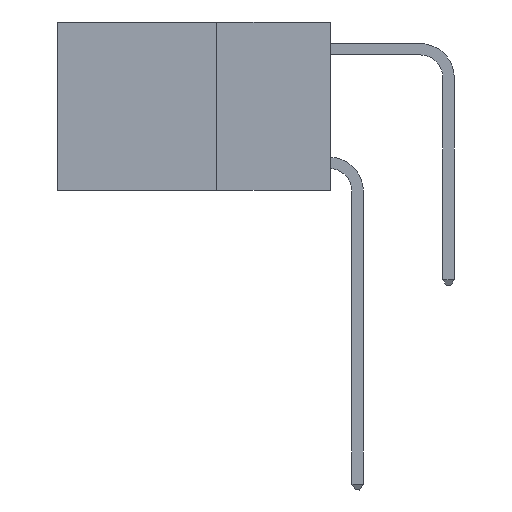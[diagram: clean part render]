
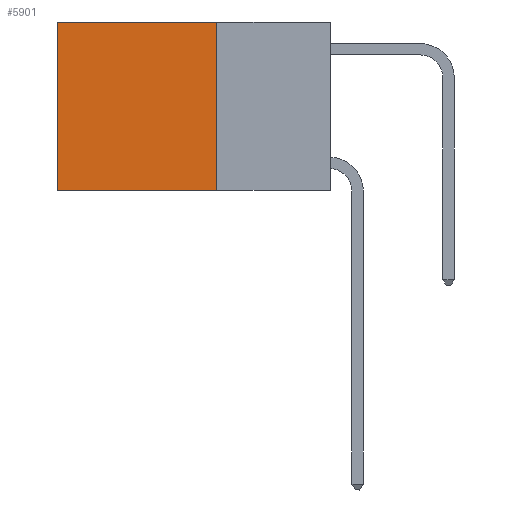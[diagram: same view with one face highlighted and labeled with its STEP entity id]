
A CAD part, left-side view. The second image highlights one B-rep face of the part: STEP entity #5901.
In plain terms, the highlighted planar face has unit normal (-1, 0, 0).
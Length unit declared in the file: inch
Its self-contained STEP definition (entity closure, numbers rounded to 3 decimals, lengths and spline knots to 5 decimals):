
#669 = AXIS2_PLACEMENT_3D ( 'NONE', #7491, #20332, #30092 ) ;
#1153 = VECTOR ( 'NONE', #3186, 39.37008 ) ;
#1243 = LINE ( 'NONE', #27240, #9871 ) ;
#1733 = CARTESIAN_POINT ( 'NONE',  ( 0.2625, 0.6, 0. ) ) ;
#2419 = CARTESIAN_POINT ( 'NONE',  ( 0.2625, 0.6, -0.37 ) ) ;
#3186 = DIRECTION ( 'NONE',  ( 0., 1., 0. ) ) ;
#3512 = CARTESIAN_POINT ( 'NONE',  ( 0.2625, 0.25, 0. ) ) ;
#5901 = ADVANCED_FACE ( 'NONE', ( #12955 ), #30294, .F. ) ;
#6681 = CARTESIAN_POINT ( 'NONE',  ( 0.2625, 0.6, 0. ) ) ;
#6705 = EDGE_CURVE ( 'NONE', #23933, #15503, #10996, .T. ) ;
#7491 = CARTESIAN_POINT ( 'NONE',  ( 0.2625, 0.25, 0. ) ) ;
#9297 = DIRECTION ( 'NONE',  ( 0., 0., -1. ) ) ;
#9871 = VECTOR ( 'NONE', #29771, 39.37008 ) ;
#10996 = LINE ( 'NONE', #1733, #16819 ) ;
#12299 = LINE ( 'NONE', #19650, #13878 ) ;
#12955 = FACE_OUTER_BOUND ( 'NONE', #31847, .T. ) ;
#13878 = VECTOR ( 'NONE', #27202, 39.37008 ) ;
#15031 = ORIENTED_EDGE ( 'NONE', *, *, #26298, .T. ) ;
#15503 = VERTEX_POINT ( 'NONE', #2419 ) ;
#16766 = EDGE_CURVE ( 'NONE', #26954, #29831, #12299, .T. ) ;
#16819 = VECTOR ( 'NONE', #9297, 39.37008 ) ;
#19650 = CARTESIAN_POINT ( 'NONE',  ( 0.2625, 0.25, 0. ) ) ;
#20332 = DIRECTION ( 'NONE',  ( 1., 0., 0. ) ) ;
#20645 = ORIENTED_EDGE ( 'NONE', *, *, #16766, .F. ) ;
#21667 = CARTESIAN_POINT ( 'NONE',  ( 0.2625, 0.25, -0.37 ) ) ;
#23933 = VERTEX_POINT ( 'NONE', #6681 ) ;
#24945 = LINE ( 'NONE', #3512, #1153 ) ;
#26298 = EDGE_CURVE ( 'NONE', #26954, #23933, #24945, .T. ) ;
#26954 = VERTEX_POINT ( 'NONE', #28141 ) ;
#27056 = ORIENTED_EDGE ( 'NONE', *, *, #28164, .F. ) ;
#27202 = DIRECTION ( 'NONE',  ( 0., 0., -1. ) ) ;
#27240 = CARTESIAN_POINT ( 'NONE',  ( 0.2625, 0.25, -0.37 ) ) ;
#28141 = CARTESIAN_POINT ( 'NONE',  ( 0.2625, 0.25, 0. ) ) ;
#28164 = EDGE_CURVE ( 'NONE', #29831, #15503, #1243, .T. ) ;
#28367 = ORIENTED_EDGE ( 'NONE', *, *, #6705, .T. ) ;
#29771 = DIRECTION ( 'NONE',  ( 0., 1., 0. ) ) ;
#29831 = VERTEX_POINT ( 'NONE', #21667 ) ;
#30092 = DIRECTION ( 'NONE',  ( 0., 0., -1. ) ) ;
#30294 = PLANE ( 'NONE',  #669 ) ;
#31847 = EDGE_LOOP ( 'NONE', ( #28367, #27056, #20645, #15031 ) ) ;
